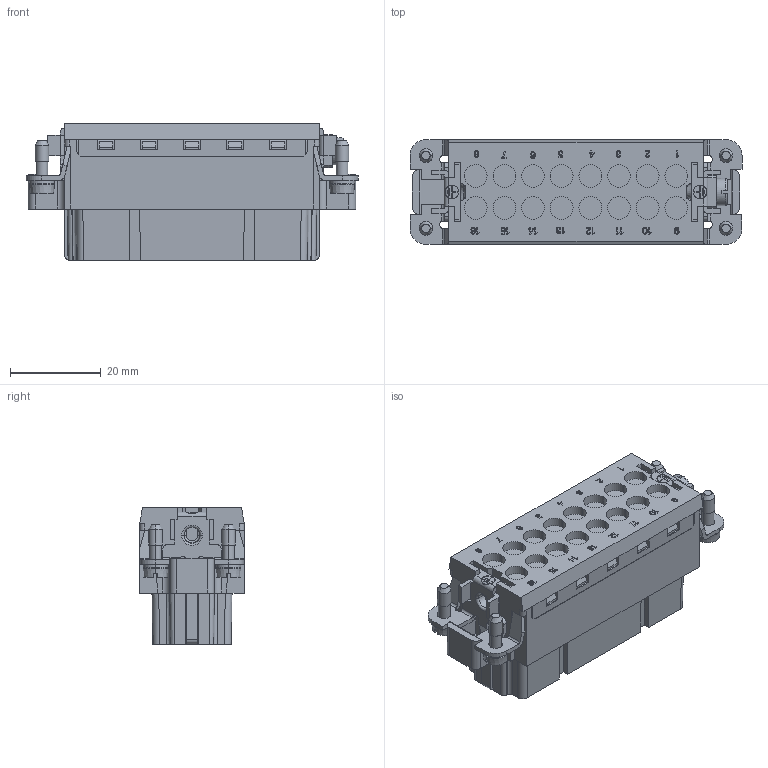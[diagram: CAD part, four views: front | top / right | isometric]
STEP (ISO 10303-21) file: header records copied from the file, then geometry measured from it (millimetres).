
FILE_DESCRIPTION(('Creo Elements/Direct Modeling STEP Export'),'2;1');
FILE_NAME('0ln7uvk44ulqtg13768','2016-09-29T11:43:44',(''),(''),'PTC Creo Elements/Direct Modeling STEP processor for AP214 (Solid Model)','PTC Creo Elements/Direct Modeling 19.0E 27-Jun-2016 (C) Parametric Technology GmbH','');
FILE_SCHEMA(('AUTOMOTIVE_DESIGN { 1 0 10303 214 1 1 1 1 }'));
Products named in the file (2): CDCF_16
Assembly tree (1 placements, depth 2):
  CDCF_16
    CDCF_16
Bounding box: 73 x 23 x 30.1 mm (x, y, z)
Volume: 32577.1 mm3; surface area: 16279.7 mm2
Topology: 1 solids, 6 shells, 1623 faces, 6313 edges, 4773 vertices
Faces by surface type: plane 1357, cylinder 237, cone 20, torus 8, bspline 1
Entity records: 78449 total; most frequent: CARTESIAN_POINT 13649, ORIENTED_EDGE 12634, DIRECTION 8646, EDGE_CURVE 6313, VECTOR 5442, LINE 5442, VERTEX_POINT 4773, EDGE_LOOP 1790
